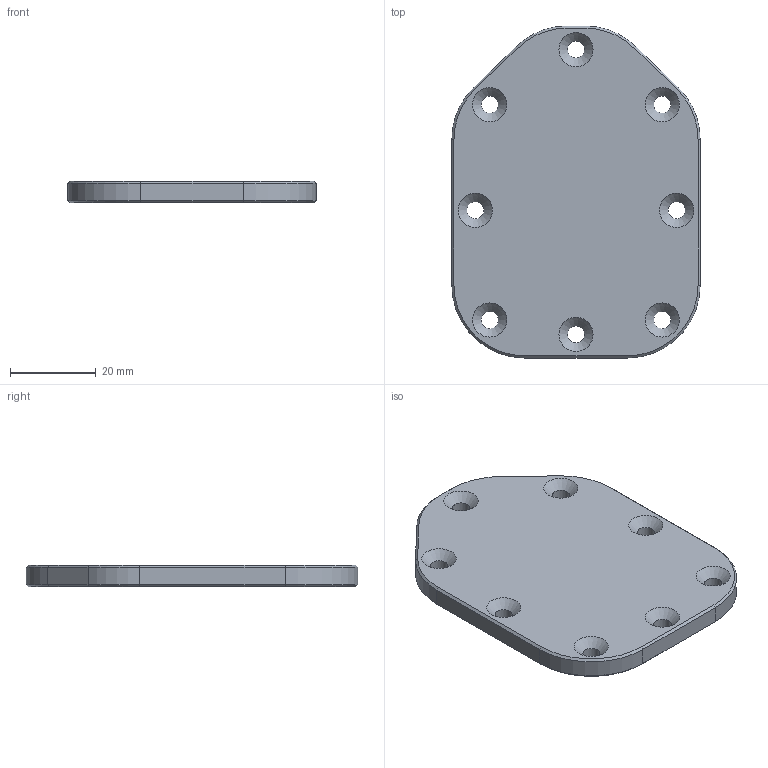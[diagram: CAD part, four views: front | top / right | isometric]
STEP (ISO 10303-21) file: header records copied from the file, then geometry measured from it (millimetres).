
FILE_DESCRIPTION(/* description */ (''),/* implementation_level */ '2;1');
FILE_NAME(/* name */ 'turtle-tag-v0.2.9-plate.step',/* time_stamp */ '2023-03-09T17:47:53Z',/* author */ (''),/* organization */ (''),/* preprocessor_version */ 'ST-DEVELOPER v19.2',/* originating_system */ 'Autodesk Translation Framework v11.17.0.187',/* authorisation */ '');
FILE_SCHEMA (('AUTOMOTIVE_DESIGN { 1 0 10303 214 3 1 1 }'));
Length unit declared in the file: millimetre
Products named in the file (3): turtle-tag-v0.2.9-backup; bottom v1; plate
Assembly tree (2 placements, depth 3):
  turtle-tag-v0.2.9-backup
    bottom v1
      plate
Bounding box: 58 x 77.55 x 5 mm (x, y, z)
Volume: 14476 mm3; surface area: 9570.4 mm2
Topology: 1 solids, 1 shells, 85 faces, 196 edges, 114 vertices
Faces by surface type: plane 37, cone 28, cylinder 20
Full cylindrical faces by diameter (mm): 4 x8
Entity records: 2501 total; most frequent: DIRECTION 440, CARTESIAN_POINT 408, ORIENTED_EDGE 392, EDGE_CURVE 196, AXIS2_PLACEMENT_3D 158, LINE 124, VECTOR 124, VERTEX_POINT 114
